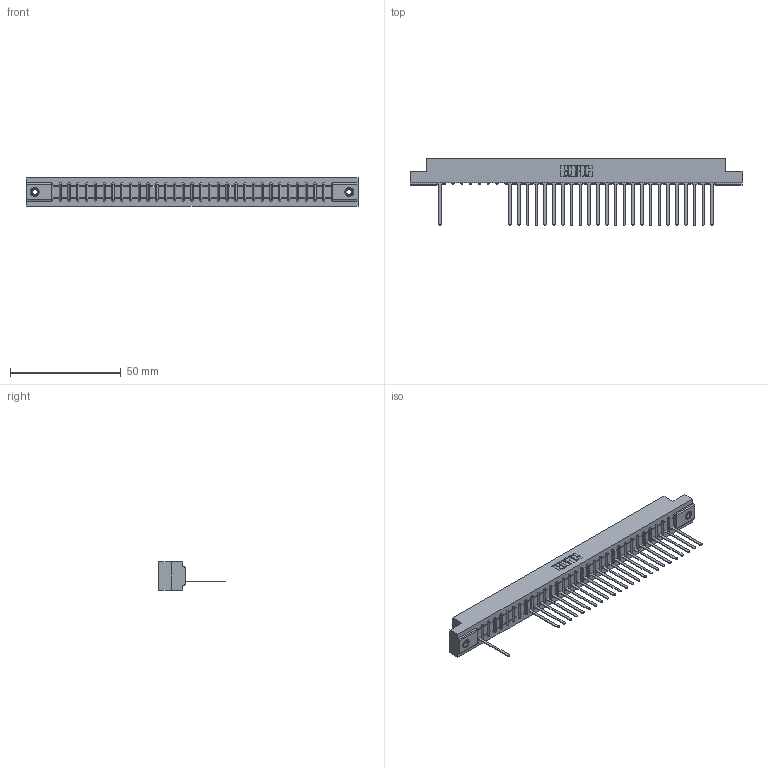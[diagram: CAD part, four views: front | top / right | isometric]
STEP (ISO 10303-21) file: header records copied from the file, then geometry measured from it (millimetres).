
FILE_DESCRIPTION (( 'STEP AP203' ), '1' );
FILE_NAME ('307-032-545-108.STEP', '2018-08-04T21:29:45', ( '' ), ( '' ), 'SwSTEP 2.0', 'SolidWorks 2016', '' );
FILE_SCHEMA (( 'CONFIG_CONTROL_DESIGN' ));
Length unit declared in the file: inch
Products named in the file (4): 307 Part_.156 Dia Mounting Holes; 307-290-001_545; 345-250-001_345-250-003-102; 307-032-545-108
Assembly tree (28 placements, depth 2):
  307-032-545-108
    307 Part_.156 Dia Mounting Holes
    307-290-001_545  x25
    345-250-001_345-250-003-102  x2
Bounding box: 149.81 x 30 x 12.7 mm (x, y, z)
Volume: 15488.8 mm3; surface area: 16296.3 mm2
Topology: 28 solids, 28 shells, 1751 faces, 4957 edges, 3174 vertices
Faces by surface type: plane 1111, cylinder 558, sphere 66, cone 12, torus 4
Entity records: 29595 total; most frequent: CARTESIAN_POINT 4992, ORIENTED_EDGE 4978, DIRECTION 4863, EDGE_CURVE 2489, LINE 1905, VECTOR 1905, VERTEX_POINT 1608, AXIS2_PLACEMENT_3D 1479
